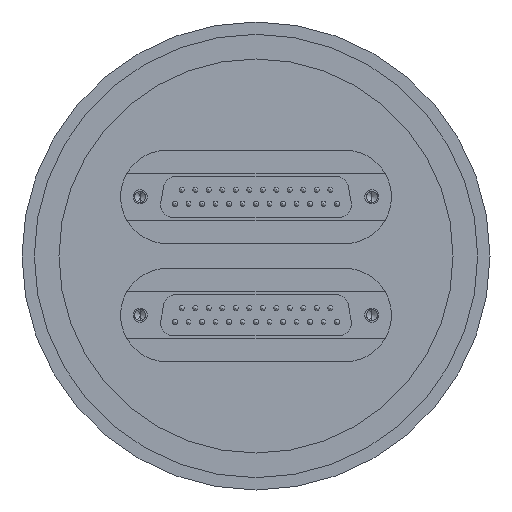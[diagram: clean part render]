
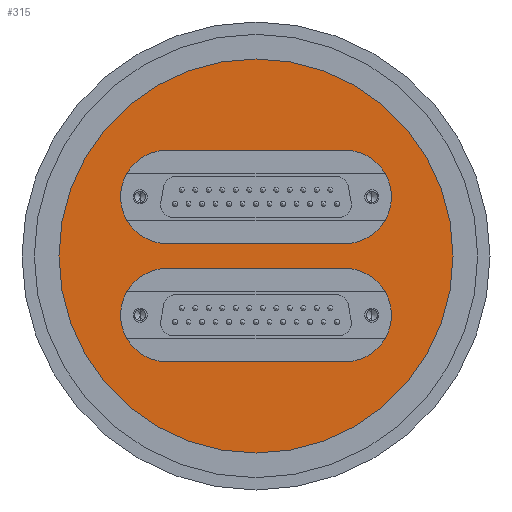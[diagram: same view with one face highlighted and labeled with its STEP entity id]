
A CAD part, front view. The second image highlights one B-rep face of the part: STEP entity #315.
In plain terms, the highlighted planar face has unit normal (0, -1, 0).
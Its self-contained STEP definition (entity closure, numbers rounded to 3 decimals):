
#74 = CARTESIAN_POINT ( 'NONE',  ( -18., -9.5, 21.5 ) ) ;
#116 = CARTESIAN_POINT ( 'NONE',  ( -18., -9.5, -2.5 ) ) ;
#143 = EDGE_LOOP ( 'NONE', ( #1202, #3864, #4215, #1499 ) ) ;
#152 = CARTESIAN_POINT ( 'NONE',  ( -18., -9.5, -2.5 ) ) ;
#165 = CIRCLE ( 'NONE', #4517, 9.5 ) ;
#182 = DIRECTION ( 'NONE',  ( 1., 0., 0. ) ) ;
#308 = VECTOR ( 'NONE', #812, 1000. ) ;
#315 = ADVANCED_FACE ( 'NONE', ( #4609, #2647, #4743 ), #3263, .T. ) ;
#339 = CIRCLE ( 'NONE', #4657, 9.5 ) ;
#386 = VERTEX_POINT ( 'NONE', #3976 ) ;
#392 = CIRCLE ( 'NONE', #1038, 40. ) ;
#393 = EDGE_CURVE ( 'NONE', #904, #862, #3555, .T. ) ;
#429 = VERTEX_POINT ( 'NONE', #116 ) ;
#719 = EDGE_CURVE ( 'NONE', #4820, #1875, #339, .T. ) ;
#757 = VECTOR ( 'NONE', #2023, 1000. ) ;
#812 = DIRECTION ( 'NONE',  ( 1., 0., 0. ) ) ;
#862 = VERTEX_POINT ( 'NONE', #4417 ) ;
#904 = VERTEX_POINT ( 'NONE', #3218 ) ;
#911 = VERTEX_POINT ( 'NONE', #4025 ) ;
#1038 = AXIS2_PLACEMENT_3D ( 'NONE', #2063, #4690, #2424 ) ;
#1071 = EDGE_CURVE ( 'NONE', #862, #429, #2714, .T. ) ;
#1178 = VERTEX_POINT ( 'NONE', #2215 ) ;
#1202 = ORIENTED_EDGE ( 'NONE', *, *, #2242, .T. ) ;
#1233 = CARTESIAN_POINT ( 'NONE',  ( 0., -9.5, 0. ) ) ;
#1235 = VERTEX_POINT ( 'NONE', #2643 ) ;
#1264 = DIRECTION ( 'NONE',  ( 0., -1., 0. ) ) ;
#1283 = CARTESIAN_POINT ( 'NONE',  ( -18., -9.5, 12. ) ) ;
#1499 = ORIENTED_EDGE ( 'NONE', *, *, #4490, .T. ) ;
#1537 = CARTESIAN_POINT ( 'NONE',  ( -18., -9.5, -21.5 ) ) ;
#1609 = DIRECTION ( 'NONE',  ( 0., 0., -1. ) ) ;
#1664 = DIRECTION ( 'NONE',  ( 0., 0., 1. ) ) ;
#1688 = ORIENTED_EDGE ( 'NONE', *, *, #2032, .T. ) ;
#1744 = EDGE_LOOP ( 'NONE', ( #2229, #2226, #3712, #4614 ) ) ;
#1791 = CIRCLE ( 'NONE', #2067, 40. ) ;
#1875 = VERTEX_POINT ( 'NONE', #4369 ) ;
#1895 = EDGE_CURVE ( 'NONE', #429, #1235, #4787, .T. ) ;
#1900 = VECTOR ( 'NONE', #182, 1000. ) ;
#1993 = ORIENTED_EDGE ( 'NONE', *, *, #2560, .T. ) ;
#2004 = LINE ( 'NONE', #2403, #757 ) ;
#2023 = DIRECTION ( 'NONE',  ( -1., 0., 0. ) ) ;
#2032 = EDGE_CURVE ( 'NONE', #3811, #386, #1791, .T. ) ;
#2063 = CARTESIAN_POINT ( 'NONE',  ( 0., -9.5, 0. ) ) ;
#2067 = AXIS2_PLACEMENT_3D ( 'NONE', #1233, #1264, #1609 ) ;
#2102 = EDGE_CURVE ( 'NONE', #911, #4820, #3319, .T. ) ;
#2131 = CARTESIAN_POINT ( 'NONE',  ( 18., -9.5, -12. ) ) ;
#2161 = DIRECTION ( 'NONE',  ( 0., 1., 0. ) ) ;
#2162 = AXIS2_PLACEMENT_3D ( 'NONE', #3603, #3556, #2841 ) ;
#2215 = CARTESIAN_POINT ( 'NONE',  ( -18., -9.5, 2.5 ) ) ;
#2226 = ORIENTED_EDGE ( 'NONE', *, *, #1895, .T. ) ;
#2229 = ORIENTED_EDGE ( 'NONE', *, *, #1071, .T. ) ;
#2242 = EDGE_CURVE ( 'NONE', #1178, #911, #3728, .T. ) ;
#2253 = CARTESIAN_POINT ( 'NONE',  ( 0., -9.5, -40. ) ) ;
#2403 = CARTESIAN_POINT ( 'NONE',  ( -18., -9.5, 2.5 ) ) ;
#2424 = DIRECTION ( 'NONE',  ( 0., 0., -1. ) ) ;
#2488 = DIRECTION ( 'NONE',  ( 0., 0., 1. ) ) ;
#2521 = DIRECTION ( 'NONE',  ( 0., 0., 1. ) ) ;
#2560 = EDGE_CURVE ( 'NONE', #386, #3811, #392, .T. ) ;
#2643 = CARTESIAN_POINT ( 'NONE',  ( 18., -9.5, -2.5 ) ) ;
#2647 = FACE_BOUND ( 'NONE', #143, .T. ) ;
#2714 = CIRCLE ( 'NONE', #2162, 9.5 ) ;
#2841 = DIRECTION ( 'NONE',  ( 0., 0., 1. ) ) ;
#3086 = VECTOR ( 'NONE', #3610, 1000. ) ;
#3218 = CARTESIAN_POINT ( 'NONE',  ( 18., -9.5, -21.5 ) ) ;
#3263 = PLANE ( 'NONE',  #3935 ) ;
#3319 = LINE ( 'NONE', #74, #308 ) ;
#3555 = LINE ( 'NONE', #1537, #3086 ) ;
#3556 = DIRECTION ( 'NONE',  ( 0., 1., 0. ) ) ;
#3589 = DIRECTION ( 'NONE',  ( 0., -1., 0. ) ) ;
#3603 = CARTESIAN_POINT ( 'NONE',  ( -18., -9.5, -12. ) ) ;
#3610 = DIRECTION ( 'NONE',  ( -1., 0., 0. ) ) ;
#3700 = CARTESIAN_POINT ( 'NONE',  ( 18., -9.5, 21.5 ) ) ;
#3712 = ORIENTED_EDGE ( 'NONE', *, *, #4363, .T. ) ;
#3728 = CIRCLE ( 'NONE', #4019, 9.5 ) ;
#3811 = VERTEX_POINT ( 'NONE', #4373 ) ;
#3864 = ORIENTED_EDGE ( 'NONE', *, *, #2102, .T. ) ;
#3897 = DIRECTION ( 'NONE',  ( 0., 1., 0. ) ) ;
#3935 = AXIS2_PLACEMENT_3D ( 'NONE', #2253, #3589, #4481 ) ;
#3976 = CARTESIAN_POINT ( 'NONE',  ( 0., -9.5, -40. ) ) ;
#4019 = AXIS2_PLACEMENT_3D ( 'NONE', #1283, #3897, #1664 ) ;
#4025 = CARTESIAN_POINT ( 'NONE',  ( -18., -9.5, 21.5 ) ) ;
#4215 = ORIENTED_EDGE ( 'NONE', *, *, #719, .T. ) ;
#4363 = EDGE_CURVE ( 'NONE', #1235, #904, #165, .T. ) ;
#4369 = CARTESIAN_POINT ( 'NONE',  ( 18., -9.5, 2.5 ) ) ;
#4373 = CARTESIAN_POINT ( 'NONE',  ( 0., -9.5, 40. ) ) ;
#4417 = CARTESIAN_POINT ( 'NONE',  ( -18., -9.5, -21.5 ) ) ;
#4481 = DIRECTION ( 'NONE',  ( 0., 0., -1. ) ) ;
#4490 = EDGE_CURVE ( 'NONE', #1875, #1178, #2004, .T. ) ;
#4517 = AXIS2_PLACEMENT_3D ( 'NONE', #2131, #4757, #2488 ) ;
#4609 = FACE_BOUND ( 'NONE', #1744, .T. ) ;
#4614 = ORIENTED_EDGE ( 'NONE', *, *, #393, .T. ) ;
#4657 = AXIS2_PLACEMENT_3D ( 'NONE', #4788, #2161, #2521 ) ;
#4690 = DIRECTION ( 'NONE',  ( 0., -1., 0. ) ) ;
#4743 = FACE_OUTER_BOUND ( 'NONE', #4754, .T. ) ;
#4754 = EDGE_LOOP ( 'NONE', ( #1993, #1688 ) ) ;
#4757 = DIRECTION ( 'NONE',  ( 0., 1., 0. ) ) ;
#4787 = LINE ( 'NONE', #152, #1900 ) ;
#4788 = CARTESIAN_POINT ( 'NONE',  ( 18., -9.5, 12. ) ) ;
#4820 = VERTEX_POINT ( 'NONE', #3700 ) ;
